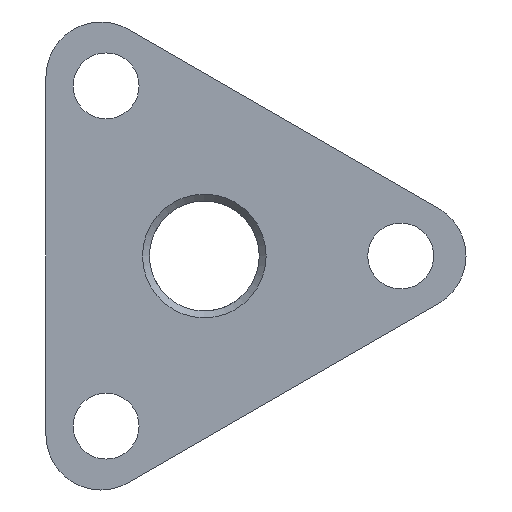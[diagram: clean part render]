
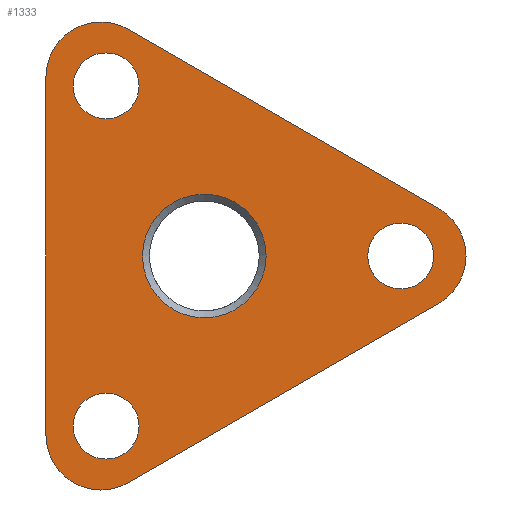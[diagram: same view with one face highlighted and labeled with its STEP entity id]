
A CAD part, left-side view. The second image highlights one B-rep face of the part: STEP entity #1333.
In plain terms, the highlighted planar face has unit normal (-1, 0, 0).
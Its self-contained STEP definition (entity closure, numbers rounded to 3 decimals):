
#38=FACE_BOUND('',#243,.T.);
#39=FACE_BOUND('',#244,.T.);
#40=FACE_BOUND('',#245,.T.);
#41=FACE_BOUND('',#246,.T.);
#173=FACE_OUTER_BOUND('',#242,.T.);
#242=EDGE_LOOP('',(#1118,#1119,#1120,#1121,#1122,#1123));
#243=EDGE_LOOP('',(#1124,#1125));
#244=EDGE_LOOP('',(#1126,#1127));
#245=EDGE_LOOP('',(#1128,#1129));
#246=EDGE_LOOP('',(#1130));
#333=CIRCLE('',#1476,4.5);
#334=CIRCLE('',#1478,4.);
#335=CIRCLE('',#1479,4.);
#336=CIRCLE('',#1480,4.);
#337=CIRCLE('',#1481,2.4);
#338=CIRCLE('',#1482,2.4);
#339=CIRCLE('',#1483,2.4);
#340=CIRCLE('',#1484,2.4);
#341=CIRCLE('',#1485,2.4);
#342=CIRCLE('',#1486,2.4);
#399=LINE('',#3777,#461);
#400=LINE('',#3781,#462);
#401=LINE('',#3784,#463);
#461=VECTOR('',#1783,10.);
#462=VECTOR('',#1786,10.);
#463=VECTOR('',#1789,10.);
#580=VERTEX_POINT('',#3769);
#581=VERTEX_POINT('',#3773);
#582=VERTEX_POINT('',#3774);
#583=VERTEX_POINT('',#3776);
#584=VERTEX_POINT('',#3778);
#585=VERTEX_POINT('',#3780);
#586=VERTEX_POINT('',#3782);
#587=VERTEX_POINT('',#3785);
#588=VERTEX_POINT('',#3786);
#589=VERTEX_POINT('',#3789);
#590=VERTEX_POINT('',#3790);
#591=VERTEX_POINT('',#3793);
#592=VERTEX_POINT('',#3794);
#765=EDGE_CURVE('',#580,#580,#333,.T.);
#767=EDGE_CURVE('',#581,#582,#334,.T.);
#768=EDGE_CURVE('',#582,#583,#399,.T.);
#769=EDGE_CURVE('',#583,#584,#335,.T.);
#770=EDGE_CURVE('',#584,#585,#400,.T.);
#771=EDGE_CURVE('',#585,#586,#336,.T.);
#772=EDGE_CURVE('',#586,#581,#401,.T.);
#773=EDGE_CURVE('',#587,#588,#337,.T.);
#774=EDGE_CURVE('',#588,#587,#338,.T.);
#775=EDGE_CURVE('',#589,#590,#339,.T.);
#776=EDGE_CURVE('',#590,#589,#340,.T.);
#777=EDGE_CURVE('',#591,#592,#341,.T.);
#778=EDGE_CURVE('',#592,#591,#342,.T.);
#1118=ORIENTED_EDGE('',*,*,#767,.T.);
#1119=ORIENTED_EDGE('',*,*,#768,.T.);
#1120=ORIENTED_EDGE('',*,*,#769,.T.);
#1121=ORIENTED_EDGE('',*,*,#770,.T.);
#1122=ORIENTED_EDGE('',*,*,#771,.T.);
#1123=ORIENTED_EDGE('',*,*,#772,.T.);
#1124=ORIENTED_EDGE('',*,*,#773,.T.);
#1125=ORIENTED_EDGE('',*,*,#774,.T.);
#1126=ORIENTED_EDGE('',*,*,#775,.T.);
#1127=ORIENTED_EDGE('',*,*,#776,.T.);
#1128=ORIENTED_EDGE('',*,*,#777,.T.);
#1129=ORIENTED_EDGE('',*,*,#778,.T.);
#1130=ORIENTED_EDGE('',*,*,#765,.F.);
#1207=PLANE('',#1477);
#1333=ADVANCED_FACE('',(#173,#38,#39,#40,#41),#1207,.T.);
#1476=AXIS2_PLACEMENT_3D('',#3770,#1776,#1777);
#1477=AXIS2_PLACEMENT_3D('',#3772,#1779,#1780);
#1478=AXIS2_PLACEMENT_3D('',#3775,#1781,#1782);
#1479=AXIS2_PLACEMENT_3D('',#3779,#1784,#1785);
#1480=AXIS2_PLACEMENT_3D('',#3783,#1787,#1788);
#1481=AXIS2_PLACEMENT_3D('',#3787,#1790,#1791);
#1482=AXIS2_PLACEMENT_3D('',#3788,#1792,#1793);
#1483=AXIS2_PLACEMENT_3D('',#3791,#1794,#1795);
#1484=AXIS2_PLACEMENT_3D('',#3792,#1796,#1797);
#1485=AXIS2_PLACEMENT_3D('',#3795,#1798,#1799);
#1486=AXIS2_PLACEMENT_3D('',#3796,#1800,#1801);
#1776=DIRECTION('center_axis',(-1.,0.,0.));
#1777=DIRECTION('ref_axis',(0.,0.,-1.));
#1779=DIRECTION('center_axis',(-1.,0.,0.));
#1780=DIRECTION('ref_axis',(0.,0.,
1.));
#1781=DIRECTION('center_axis',(-1.,0.,0.));
#1782=DIRECTION('ref_axis',(0.,-0.5,0.866));
#1783=DIRECTION('',(0.,0.,-1.));
#1784=DIRECTION('center_axis',(-1.,0.,0.));
#1785=DIRECTION('ref_axis',(0.,1.,0.));
#1786=DIRECTION('',(0.,-0.866,0.5));
#1787=DIRECTION('center_axis',(-1.,0.,0.));
#1788=DIRECTION('ref_axis',(0.,-0.5,-0.866));
#1789=DIRECTION('',(0.,0.866,0.5));
#1790=DIRECTION('center_axis',(1.,0.,0.));
#1791=DIRECTION('ref_axis',(0.,0.,
1.));
#1792=DIRECTION('center_axis',(1.,0.,0.));
#1793=DIRECTION('ref_axis',(0.,0.,
1.));
#1794=DIRECTION('center_axis',(1.,0.,0.));
#1795=DIRECTION('ref_axis',(0.,-0.866,-0.5));
#1796=DIRECTION('center_axis',(1.,0.,0.));
#1797=DIRECTION('ref_axis',(0.,-0.866,-0.5));
#1798=DIRECTION('center_axis',(1.,0.,0.));
#1799=DIRECTION('ref_axis',(0.,0.866,-0.5));
#1800=DIRECTION('center_axis',(1.,0.,0.));
#1801=DIRECTION('ref_axis',(0.,0.866,-0.5));
#3769=CARTESIAN_POINT('',(-32.624,15.625,4.486));
#3770=CARTESIAN_POINT('Origin',(-32.624,15.625,-0.014));
#3772=CARTESIAN_POINT('Origin',(-32.624,11.862,-0.014));
#3773=CARTESIAN_POINT('',(-32.624,21.15,16.484));
#3774=CARTESIAN_POINT('',(-32.624,27.15,13.02));
#3775=CARTESIAN_POINT('Origin',(-32.624,23.15,13.02));
#3776=CARTESIAN_POINT('',(-32.624,27.15,-13.048));
#3777=CARTESIAN_POINT('',(-32.624,27.15,13.02));
#3778=CARTESIAN_POINT('',(-32.624,21.15,-16.512));
#3779=CARTESIAN_POINT('Origin',(-32.624,23.15,-13.048));
#3780=CARTESIAN_POINT('',(-32.624,-1.425,-3.478));
#3781=CARTESIAN_POINT('',(-32.624,21.15,-16.512));
#3782=CARTESIAN_POINT('',(-32.624,-1.425,3.45));
#3783=CARTESIAN_POINT('Origin',(-32.624,0.575,-0.014));
#3784=CARTESIAN_POINT('',(-32.624,-1.425,3.45));
#3785=CARTESIAN_POINT('',(-32.624,1.325,2.386));
#3786=CARTESIAN_POINT('',(-32.624,1.325,-2.414));
#3787=CARTESIAN_POINT('Origin',(-32.624,1.325,-0.014));
#3788=CARTESIAN_POINT('Origin',(-32.624,1.325,-0.014));
#3789=CARTESIAN_POINT('',(-32.624,20.696,-13.598));
#3790=CARTESIAN_POINT('',(-32.624,24.853,-11.198));
#3791=CARTESIAN_POINT('Origin',(-32.624,22.775,-12.398));
#3792=CARTESIAN_POINT('Origin',(-32.624,22.775,-12.398));
#3793=CARTESIAN_POINT('',(-32.624,24.853,11.17));
#3794=CARTESIAN_POINT('',(-32.624,20.696,13.57));
#3795=CARTESIAN_POINT('Origin',(-32.624,22.775,12.37));
#3796=CARTESIAN_POINT('Origin',(-32.624,22.775,12.37));
